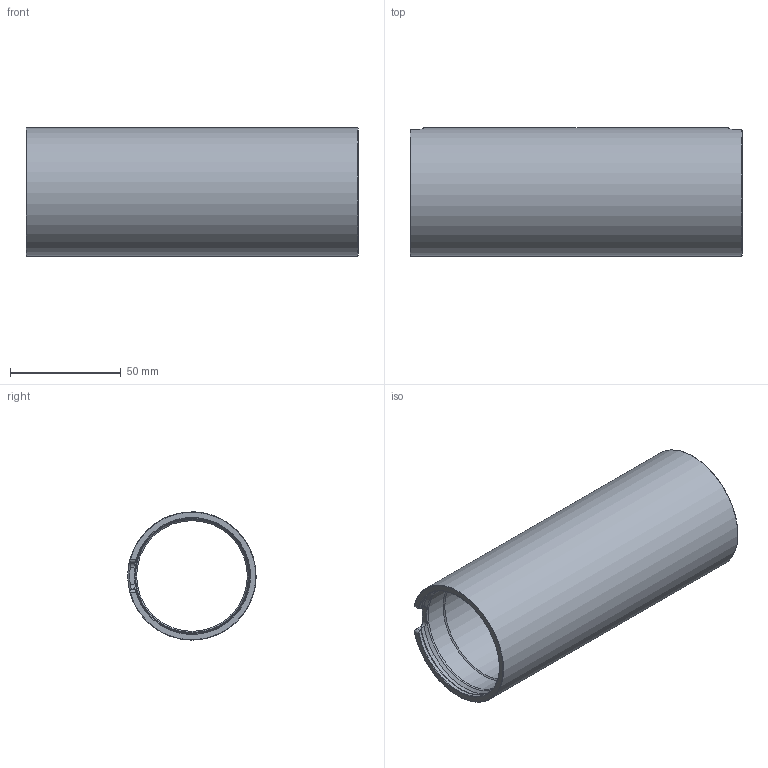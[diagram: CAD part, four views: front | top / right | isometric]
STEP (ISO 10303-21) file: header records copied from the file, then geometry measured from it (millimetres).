
FILE_DESCRIPTION(/* description */ (''),/* implementation_level */ '2;1');
FILE_NAME(/* name */ 'WTE2-M-LOCKING-TUBE-150-R1.step',/* time_stamp */ '2021-07-08T08:38:15+02:00',/* author */ (''),/* organization */ (''),/* preprocessor_version */ 'ST-DEVELOPER v18.1',/* originating_system */ 'Autodesk Translation Framework v10.9.0.1377',/* authorisation */ '');
FILE_SCHEMA (('AUTOMOTIVE_DESIGN { 1 0 10303 214 3 1 1 }'));
Length unit declared in the file: millimetre
Products named in the file (1): WTE2-M-LOCKING-TUBE-150-R1
Bounding box: 150 x 57.96 x 57.97 mm (x, y, z)
Volume: 96736.6 mm3; surface area: 52032.3 mm2
Topology: 1 solids, 1 shells, 46 faces, 128 edges, 82 vertices
Faces by surface type: cylinder 14, plane 12, cone 10, torus 6, bspline 4
Full cylindrical faces by diameter (mm): 50 x1, 51.12 x2, 58 x1
Entity records: 2395 total; most frequent: CARTESIAN_POINT 1212, ORIENTED_EDGE 256, DIRECTION 226, EDGE_CURVE 128, AXIS2_PLACEMENT_3D 91, VERTEX_POINT 82, FACE_OUTER_BOUND 46, EDGE_LOOP 46
